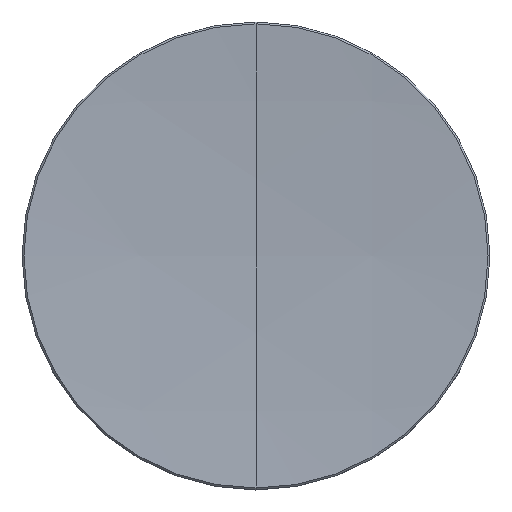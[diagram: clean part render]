
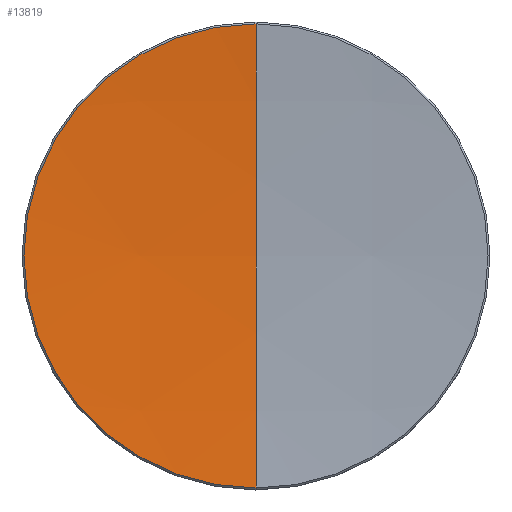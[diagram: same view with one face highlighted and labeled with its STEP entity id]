
A CAD part, top view. The second image highlights one B-rep face of the part: STEP entity #13819.
In plain terms, the highlighted spherical face has radius 300 mm.
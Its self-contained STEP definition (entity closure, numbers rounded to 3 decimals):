
#6804 = CIRCLE ( 'NONE', #6815, 25.201 ) ;
#6812 = CARTESIAN_POINT ( 'NONE',  ( 0., 0., 5.56 ) ) ;
#6815 = AXIS2_PLACEMENT_3D ( 'NONE', #6812, #6850, #6849 ) ;
#6849 = DIRECTION ( 'NONE',  ( 1., 0., 0. ) ) ;
#6850 = DIRECTION ( 'NONE',  ( 0., 0., 1. ) ) ;
#7074 = CARTESIAN_POINT ( 'NONE',  ( 0., 0., 304.5 ) ) ;
#7097 = CIRCLE ( 'NONE', #7127, 300. ) ;
#7113 = DIRECTION ( 'NONE',  ( 0., 0., 1. ) ) ;
#7114 = DIRECTION ( 'NONE',  ( -1., 0., 0. ) ) ;
#7127 = AXIS2_PLACEMENT_3D ( 'NONE', #7074, #7114, #7113 ) ;
#7168 = CARTESIAN_POINT ( 'NONE',  ( 0., 0., 5.56 ) ) ;
#7169 = AXIS2_PLACEMENT_3D ( 'NONE', #7168, #7182, #7181 ) ;
#7171 = SPHERICAL_SURFACE ( 'NONE', #7180, 300. ) ;
#7180 = AXIS2_PLACEMENT_3D ( 'NONE', #7224, #7223, #7222 ) ;
#7181 = DIRECTION ( 'NONE',  ( 1., 0., 0. ) ) ;
#7182 = DIRECTION ( 'NONE',  ( 0., 0., 1. ) ) ;
#7199 = CIRCLE ( 'NONE', #7169, 25.201 ) ;
#7216 = DIRECTION ( 'NONE',  ( 0., 1., 0. ) ) ;
#7217 = DIRECTION ( 'NONE',  ( 1., 0., 0. ) ) ;
#7218 = CARTESIAN_POINT ( 'NONE',  ( 0., 0., 304.5 ) ) ;
#7219 = AXIS2_PLACEMENT_3D ( 'NONE', #7218, #7217, #7216 ) ;
#7221 = CIRCLE ( 'NONE', #7219, 300. ) ;
#7222 = DIRECTION ( 'NONE',  ( 0., 1., 0. ) ) ;
#7223 = DIRECTION ( 'NONE',  ( 1., 0., 0. ) ) ;
#7224 = CARTESIAN_POINT ( 'NONE',  ( 0., 0., 304.5 ) ) ;
#7225 = CARTESIAN_POINT ( 'NONE',  ( 0., 0., 4.5 ) ) ;
#7226 = CARTESIAN_POINT ( 'NONE',  ( 0., -25.201, 5.56 ) ) ;
#7227 = FACE_OUTER_BOUND ( 'NONE', #13829, .T. ) ;
#8203 = CARTESIAN_POINT ( 'NONE',  ( 0., 25.201, 5.56 ) ) ;
#8258 = CARTESIAN_POINT ( 'NONE',  ( -25.201, 0., 5.56 ) ) ;
#13669 = EDGE_CURVE ( 'NONE', #14037, #14036, #6804, .T. ) ;
#13770 = ORIENTED_EDGE ( 'NONE', *, *, #13811, .F. ) ;
#13811 = EDGE_CURVE ( 'NONE', #14037, #13823, #7097, .T. ) ;
#13816 = EDGE_CURVE ( 'NONE', #14036, #13824, #7199, .T. ) ;
#13819 = ADVANCED_FACE ( 'NONE', ( #7227 ), #7171, .F. ) ;
#13820 = ORIENTED_EDGE ( 'NONE', *, *, #13669, .T. ) ;
#13821 = EDGE_CURVE ( 'NONE', #13824, #13823, #7221, .T. ) ;
#13822 = ORIENTED_EDGE ( 'NONE', *, *, #13821, .T. ) ;
#13823 = VERTEX_POINT ( 'NONE', #7225 ) ;
#13824 = VERTEX_POINT ( 'NONE', #7226 ) ;
#13828 = ORIENTED_EDGE ( 'NONE', *, *, #13816, .T. ) ;
#13829 = EDGE_LOOP ( 'NONE', ( #13820, #13828, #13822, #13770 ) ) ;
#14036 = VERTEX_POINT ( 'NONE', #8258 ) ;
#14037 = VERTEX_POINT ( 'NONE', #8203 ) ;
